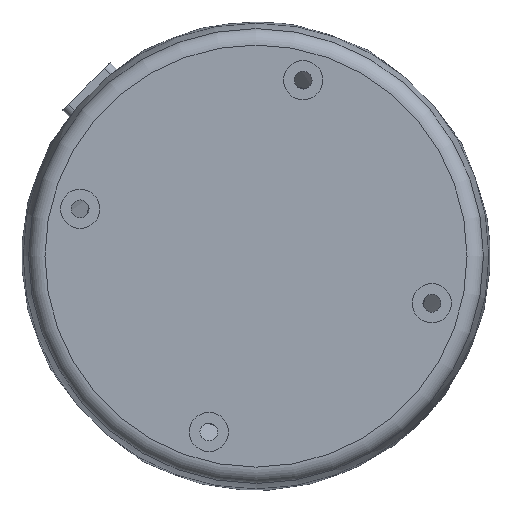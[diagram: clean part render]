
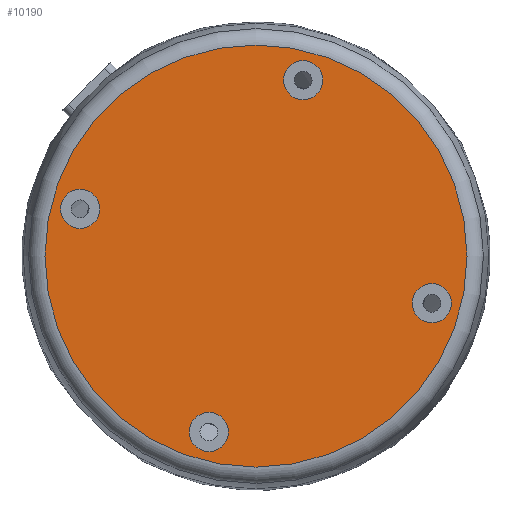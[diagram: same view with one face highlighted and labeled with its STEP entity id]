
A CAD part, front view. The second image highlights one B-rep face of the part: STEP entity #10190.
In plain terms, the highlighted planar face has unit normal (0, -1, 0).
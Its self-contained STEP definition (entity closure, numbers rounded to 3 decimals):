
#486=FACE_BOUND('',#1699,.T.);
#487=FACE_BOUND('',#1700,.T.);
#488=FACE_BOUND('',#1701,.T.);
#489=FACE_BOUND('',#1702,.T.);
#1000=FACE_OUTER_BOUND('',#1698,.T.);
#1698=EDGE_LOOP('',(#9108));
#1699=EDGE_LOOP('',(#9109));
#1700=EDGE_LOOP('',(#9110));
#1701=EDGE_LOOP('',(#9111));
#1702=EDGE_LOOP('',(#9112));
#2098=CIRCLE('',#11084,3.5);
#2099=CIRCLE('',#11086,3.5);
#2100=CIRCLE('',#11088,3.5);
#2101=CIRCLE('',#11090,3.5);
#2119=CIRCLE('',#11125,37.662);
#4894=VERTEX_POINT('',#18274);
#4895=VERTEX_POINT('',#18278);
#4896=VERTEX_POINT('',#18282);
#4897=VERTEX_POINT('',#18286);
#4915=VERTEX_POINT('',#18348);
#6291=EDGE_CURVE('',#4894,#4894,#2098,.T.);
#6293=EDGE_CURVE('',#4895,#4895,#2099,.T.);
#6295=EDGE_CURVE('',#4896,#4896,#2100,.T.);
#6297=EDGE_CURVE('',#4897,#4897,#2101,.T.);
#6323=EDGE_CURVE('',#4915,#4915,#2119,.T.);
#9108=ORIENTED_EDGE('',*,*,#6323,.F.);
#9109=ORIENTED_EDGE('',*,*,#6291,.T.);
#9110=ORIENTED_EDGE('',*,*,#6293,.T.);
#9111=ORIENTED_EDGE('',*,*,#6295,.T.);
#9112=ORIENTED_EDGE('',*,*,#6297,.T.);
#9665=PLANE('',#11130);
#10190=ADVANCED_FACE('',(#1000,#486,#487,#488,#489),#9665,.T.);
#11084=AXIS2_PLACEMENT_3D('',#18276,#13754,#13755);
#11086=AXIS2_PLACEMENT_3D('',#18280,#13759,#13760);
#11088=AXIS2_PLACEMENT_3D('',#18284,#13764,#13765);
#11090=AXIS2_PLACEMENT_3D('',#18288,#13769,#13770);
#11125=AXIS2_PLACEMENT_3D('',#18349,#13847,#13848);
#11130=AXIS2_PLACEMENT_3D('',#18383,#13857,#13858);
#13754=DIRECTION('center_axis',(0.,1.,0.));
#13755=DIRECTION('ref_axis',(0.,0.,1.));
#13759=DIRECTION('center_axis',(0.,1.,0.));
#13760=DIRECTION('ref_axis',(-1.,0.,0.));
#13764=DIRECTION('center_axis',(0.,1.,0.));
#13765=DIRECTION('ref_axis',(0.,0.,-1.));
#13769=DIRECTION('center_axis',(0.,1.,0.));
#13770=DIRECTION('ref_axis',(1.,0.,0.));
#13847=DIRECTION('center_axis',(0.,1.,0.));
#13848=DIRECTION('ref_axis',(-1.,0.,0.));
#13857=DIRECTION('center_axis',(0.,-1.,0.));
#13858=DIRECTION('ref_axis',(0.,0.,-1.));
#18274=CARTESIAN_POINT('',(-31.393,-43.15,4.912));
#18276=CARTESIAN_POINT('Origin',(-31.393,-43.15,8.412));
#18278=CARTESIAN_POINT('',(-4.912,-43.15,-31.393));
#18280=CARTESIAN_POINT('Origin',(-8.412,-43.15,-31.393));
#18282=CARTESIAN_POINT('',(31.393,-43.15,-4.912));
#18284=CARTESIAN_POINT('Origin',(31.393,-43.15,-8.412));
#18286=CARTESIAN_POINT('',(4.912,-43.15,31.393));
#18288=CARTESIAN_POINT('Origin',(8.412,-43.15,31.393));
#18348=CARTESIAN_POINT('',(0.,-43.15,37.662));
#18349=CARTESIAN_POINT('Origin',(0.,-43.15,
0.));
#18383=CARTESIAN_POINT('Origin',(0.,-43.15,
0.));
